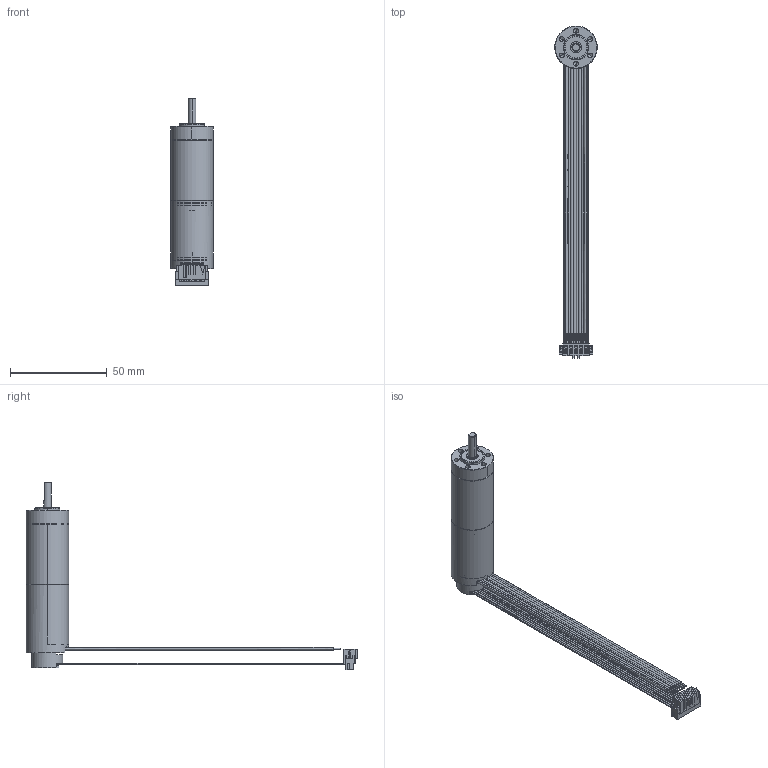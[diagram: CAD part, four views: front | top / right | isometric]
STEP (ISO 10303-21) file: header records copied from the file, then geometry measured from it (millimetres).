
FILE_DESCRIPTION((''),'2;1');
FILE_NAME('4611180000638_SW0001','2023-02-21T10:35:49',('ms27786'),(''),'CREO PARAMETRIC BY PTC INC, 2018100','CREO PARAMETRIC BY PTC INC, 2018100','');
FILE_SCHEMA(('CONFIG_CONTROL_DESIGN'));
Length unit declared in the file: millimetre
Products named in the file (1): 4611180000638_SW0001
Bounding box: 22 x 171.88 x 97.28 mm (x, y, z)
Volume: 17164.2 mm3; surface area: 27382.8 mm2
Topology: 1 solids, 4 shells, 2068 faces, 5780 edges, 3780 vertices
Faces by surface type: plane 1054, cylinder 543, cone 221, extrusion 152, torus 50, bspline 48
Entity records: 73204 total; most frequent: CARTESIAN_POINT 20047, ORIENTED_EDGE 11520, DIRECTION 10461, EDGE_CURVE 5760, VERTEX_POINT 3782, VECTOR 3663, LINE 3511, AXIS2_PLACEMENT_3D 3399
